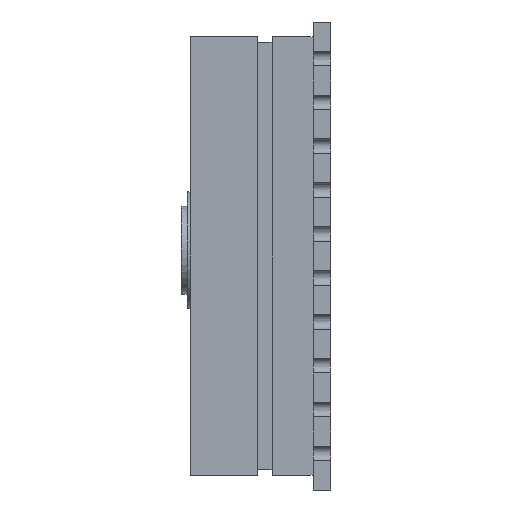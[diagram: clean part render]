
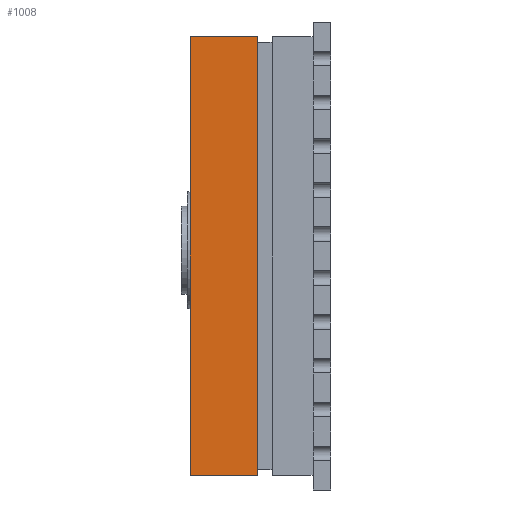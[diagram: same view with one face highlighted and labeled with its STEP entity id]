
A CAD part, left-side view. The second image highlights one B-rep face of the part: STEP entity #1008.
In plain terms, the highlighted planar face has unit normal (-1, 0, 0).
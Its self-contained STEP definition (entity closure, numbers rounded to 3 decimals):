
#18 = CARTESIAN_POINT ( 'NONE',  ( -7., 4.8, -7.5 ) ) ;
#47 = CARTESIAN_POINT ( 'NONE',  ( -7., 4.8, 7.5 ) ) ;
#49 = ORIENTED_EDGE ( 'NONE', *, *, #295, .T. ) ;
#270 = DIRECTION ( 'NONE',  ( 0., 0., -1. ) ) ;
#295 = EDGE_CURVE ( 'NONE', #1590, #2338, #1253, .T. ) ;
#302 = FACE_OUTER_BOUND ( 'NONE', #894, .T. ) ;
#569 = VERTEX_POINT ( 'NONE', #1594 ) ;
#613 = VERTEX_POINT ( 'NONE', #2084 ) ;
#631 = VECTOR ( 'NONE', #2613, 1000. ) ;
#641 = ORIENTED_EDGE ( 'NONE', *, *, #1697, .T. ) ;
#667 = VECTOR ( 'NONE', #2670, 1000. ) ;
#699 = CARTESIAN_POINT ( 'NONE',  ( -7., 4.8, -7.5 ) ) ;
#787 = CARTESIAN_POINT ( 'NONE',  ( -7., 4.8, -7.5 ) ) ;
#894 = EDGE_LOOP ( 'NONE', ( #49, #2131, #1881, #641 ) ) ;
#1008 = ADVANCED_FACE ( 'NONE', ( #302 ), #1396, .F. ) ;
#1014 = DIRECTION ( 'NONE',  ( 0., 1., 0. ) ) ;
#1253 = LINE ( 'NONE', #47, #631 ) ;
#1268 = CARTESIAN_POINT ( 'NONE',  ( -7., 2.5, 0. ) ) ;
#1391 = VECTOR ( 'NONE', #1014, 1000. ) ;
#1396 = PLANE ( 'NONE',  #1920 ) ;
#1406 = VECTOR ( 'NONE', #2317, 1000. ) ;
#1590 = VERTEX_POINT ( 'NONE', #2889 ) ;
#1594 = CARTESIAN_POINT ( 'NONE',  ( -7., 2.5, -7.5 ) ) ;
#1660 = DIRECTION ( 'NONE',  ( 1., 0., 0. ) ) ;
#1697 = EDGE_CURVE ( 'NONE', #569, #1590, #2507, .T. ) ;
#1881 = ORIENTED_EDGE ( 'NONE', *, *, #2711, .F. ) ;
#1920 = AXIS2_PLACEMENT_3D ( 'NONE', #18, #1660, #270 ) ;
#2064 = LINE ( 'NONE', #787, #1391 ) ;
#2084 = CARTESIAN_POINT ( 'NONE',  ( -7., 4.8, -7.5 ) ) ;
#2131 = ORIENTED_EDGE ( 'NONE', *, *, #2898, .F. ) ;
#2317 = DIRECTION ( 'NONE',  ( 0., 0., 1. ) ) ;
#2338 = VERTEX_POINT ( 'NONE', #2461 ) ;
#2461 = CARTESIAN_POINT ( 'NONE',  ( -7., 4.8, 7.5 ) ) ;
#2507 = LINE ( 'NONE', #1268, #667 ) ;
#2613 = DIRECTION ( 'NONE',  ( 0., 1., 0. ) ) ;
#2626 = LINE ( 'NONE', #699, #1406 ) ;
#2670 = DIRECTION ( 'NONE',  ( 0., 0., 1. ) ) ;
#2711 = EDGE_CURVE ( 'NONE', #569, #613, #2064, .T. ) ;
#2889 = CARTESIAN_POINT ( 'NONE',  ( -7., 2.5, 7.5 ) ) ;
#2898 = EDGE_CURVE ( 'NONE', #613, #2338, #2626, .T. ) ;
